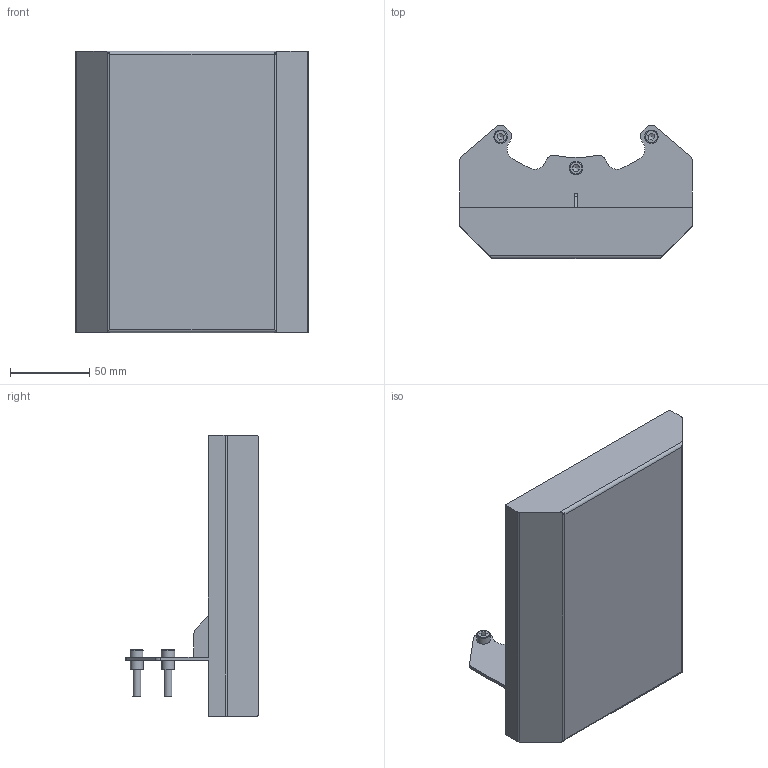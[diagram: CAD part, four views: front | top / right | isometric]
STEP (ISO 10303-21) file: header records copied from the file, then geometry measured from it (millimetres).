
FILE_DESCRIPTION(/* description */ ('Norm.ipt Template'),/* implementation_level */ '2;1');
FILE_NAME(/* name */ 'MT_BGR00101748.stp',/* time_stamp */ '2024-09-17T16:01:31+02:00',/* author */ ('michael.schutter'),/* organization */ (''),/* preprocessor_version */ 'ST-DEVELOPER v19.2',/* originating_system */ 'Autodesk Inventor 2023',/* authorisation */ '');
FILE_SCHEMA (('AUTOMOTIVE_DESIGN { 1 0 10303 214 3 1 1 }'));
Length unit declared in the file: millimetre
Products named in the file (1): MT_WST00114405 DUMMY Ölwanne
Bounding box: 147 x 84.68 x 178 mm (x, y, z)
Volume: 62784.2 mm3; surface area: 104262.3 mm2
Topology: 1 solids, 1 shells, 147 faces, 420 edges, 278 vertices
Faces by surface type: plane 84, cylinder 48, bspline 6, cone 6, torus 3
Full cylindrical faces by diameter (mm): 5 x3, 8 x3, 8.5 x3
Entity records: 5132 total; most frequent: CARTESIAN_POINT 1093, ORIENTED_EDGE 834, DIRECTION 777, EDGE_CURVE 417, VERTEX_POINT 278, LINE 263, VECTOR 263, AXIS2_PLACEMENT_3D 257
